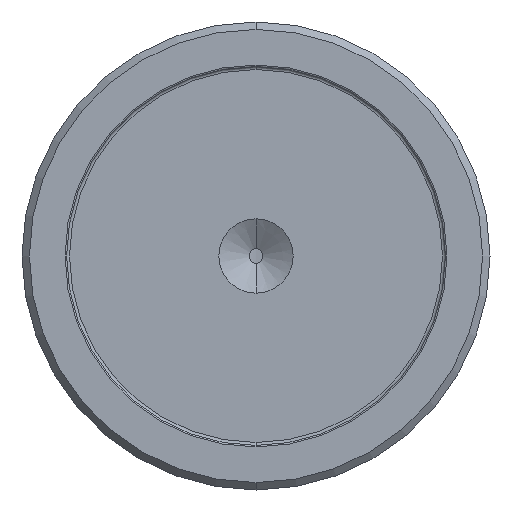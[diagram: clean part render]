
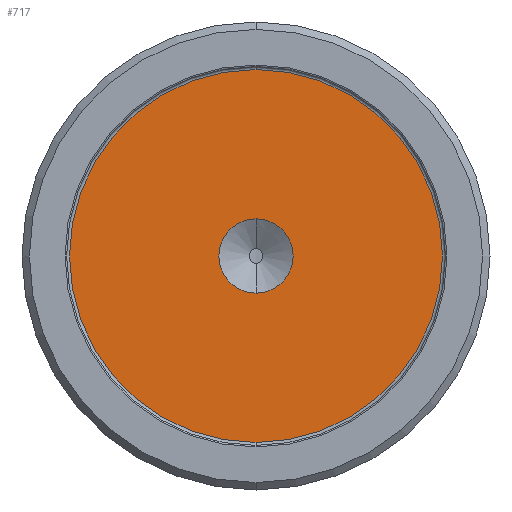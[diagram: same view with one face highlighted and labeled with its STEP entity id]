
A CAD part, front view. The second image highlights one B-rep face of the part: STEP entity #717.
In plain terms, the highlighted planar face has unit normal (0, -1, 0).
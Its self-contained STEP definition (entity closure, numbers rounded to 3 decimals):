
#56 = AXIS2_PLACEMENT_3D ( 'NONE', #910, #1109, #1012 ) ;
#132 = VERTEX_POINT ( 'NONE', #553 ) ;
#163 = DIRECTION ( 'NONE',  ( 0., 1., 0. ) ) ;
#237 = VERTEX_POINT ( 'NONE', #734 ) ;
#246 = AXIS2_PLACEMENT_3D ( 'NONE', #927, #393, #599 ) ;
#330 = CARTESIAN_POINT ( 'NONE',  ( 0., 0.5, 2.5 ) ) ;
#341 = CARTESIAN_POINT ( 'NONE',  ( -12.55, 0.5, 0. ) ) ;
#376 = FACE_OUTER_BOUND ( 'NONE', #1299, .T. ) ;
#393 = DIRECTION ( 'NONE',  ( 0., -1., 0. ) ) ;
#430 = AXIS2_PLACEMENT_3D ( 'NONE', #917, #163, #932 ) ;
#456 = VERTEX_POINT ( 'NONE', #330 ) ;
#470 = CIRCLE ( 'NONE', #246, 12.55 ) ;
#500 = CARTESIAN_POINT ( 'NONE',  ( 0., 0.5, -12.55 ) ) ;
#527 = CIRCLE ( 'NONE', #430, 2.5 ) ;
#544 = CIRCLE ( 'NONE', #56, 2.5 ) ;
#553 = CARTESIAN_POINT ( 'NONE',  ( 0., 0.5, 12.55 ) ) ;
#569 = ORIENTED_EDGE ( 'NONE', *, *, #1374, .T. ) ;
#576 = DIRECTION ( 'NONE',  ( 0., 0., 1. ) ) ;
#599 = DIRECTION ( 'NONE',  ( 0., 0., -1. ) ) ;
#661 = PLANE ( 'NONE',  #1217 ) ;
#687 = CARTESIAN_POINT ( 'NONE',  ( 0., 0.5, 0. ) ) ;
#697 = DIRECTION ( 'NONE',  ( 0., 0., -1. ) ) ;
#717 = ADVANCED_FACE ( 'NONE', ( #1382, #376 ), #661, .F. ) ;
#734 = CARTESIAN_POINT ( 'NONE',  ( 0., 0.5, -2.5 ) ) ;
#833 = EDGE_LOOP ( 'NONE', ( #1296, #569 ) ) ;
#842 = EDGE_CURVE ( 'NONE', #986, #132, #470, .T. ) ;
#910 = CARTESIAN_POINT ( 'NONE',  ( 0., 0.5, 0. ) ) ;
#917 = CARTESIAN_POINT ( 'NONE',  ( 0., 0.5, 0. ) ) ;
#927 = CARTESIAN_POINT ( 'NONE',  ( 0., 0.5, 0. ) ) ;
#932 = DIRECTION ( 'NONE',  ( 0., 0., 1. ) ) ;
#986 = VERTEX_POINT ( 'NONE', #500 ) ;
#1012 = DIRECTION ( 'NONE',  ( 0., 0., 1. ) ) ;
#1030 = AXIS2_PLACEMENT_3D ( 'NONE', #687, #1212, #697 ) ;
#1104 = DIRECTION ( 'NONE',  ( 0., 1., 0. ) ) ;
#1109 = DIRECTION ( 'NONE',  ( 0., 1., 0. ) ) ;
#1111 = EDGE_CURVE ( 'NONE', #237, #456, #527, .T. ) ;
#1212 = DIRECTION ( 'NONE',  ( 0., -1., 0. ) ) ;
#1213 = ORIENTED_EDGE ( 'NONE', *, *, #1383, .T. ) ;
#1217 = AXIS2_PLACEMENT_3D ( 'NONE', #341, #1104, #576 ) ;
#1241 = ORIENTED_EDGE ( 'NONE', *, *, #842, .T. ) ;
#1296 = ORIENTED_EDGE ( 'NONE', *, *, #1111, .T. ) ;
#1299 = EDGE_LOOP ( 'NONE', ( #1241, #1213 ) ) ;
#1314 = CIRCLE ( 'NONE', #1030, 12.55 ) ;
#1374 = EDGE_CURVE ( 'NONE', #456, #237, #544, .T. ) ;
#1382 = FACE_BOUND ( 'NONE', #833, .T. ) ;
#1383 = EDGE_CURVE ( 'NONE', #132, #986, #1314, .T. ) ;
